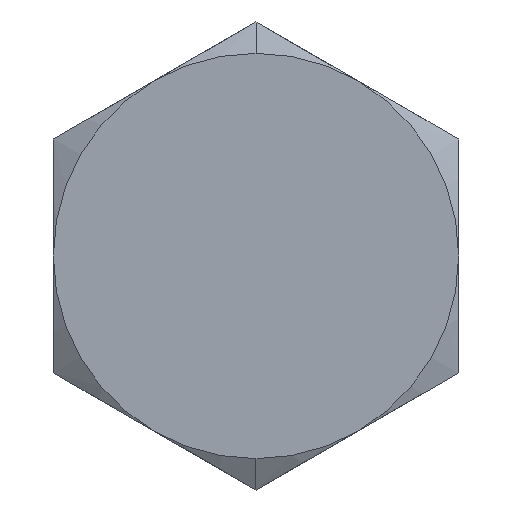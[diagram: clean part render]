
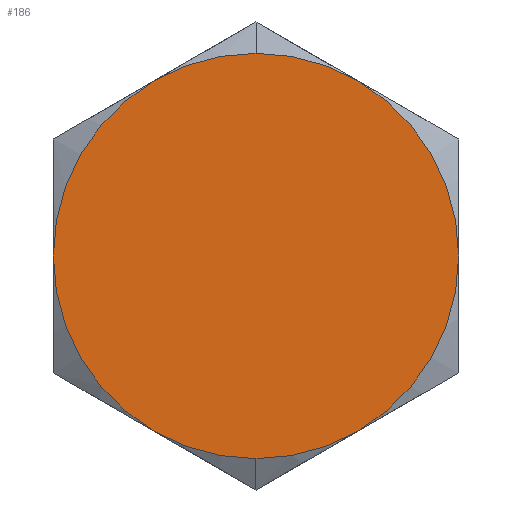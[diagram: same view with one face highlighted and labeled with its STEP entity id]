
A CAD part, left-side view. The second image highlights one B-rep face of the part: STEP entity #186.
In plain terms, the highlighted planar face has unit normal (-1, 0, 0).
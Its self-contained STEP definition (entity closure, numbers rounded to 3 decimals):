
#142=CARTESIAN_POINT('POINT9',(-4.,5.,0.));
#143=VERTEX_POINT('VERTEX9',#142);
#144=CARTESIAN_POINT('POINT10',(-4.,2.5,
   -4.33));
#145=VERTEX_POINT('VERTEX10',#144);
#146=CARTESIAN_POINT('POS15',(-4.,0.,0.));
#147=DIRECTION('DIR23',(-1.,0.,0.));
#148=DIRECTION('DIR24',(0.,0.,1.));
#149=AXIS2_PLACEMENT_3D('AXIS9',#146,#147,#148);
#150=CIRCLE('ELLIPSE5',#149,5.);
#151=EDGE_CURVE('EDGE15',#143,#145,#150,.T.);
#152=ORIENTED_EDGE('COEDGE27',*,*,#151,.T.);
#153=CARTESIAN_POINT('POINT11',(-4.,0.,
   -5.));
#154=VERTEX_POINT('VERTEX11',#153);
#155=EDGE_CURVE('EDGE16',#145,#154,#150,.T.);
#156=ORIENTED_EDGE('COEDGE28',*,*,#155,.T.);
#157=CARTESIAN_POINT('POINT12',(-4.,-2.5,
   -4.33));
#158=VERTEX_POINT('VERTEX12',#157);
#159=EDGE_CURVE('EDGE17',#154,#158,#150,.T.);
#160=ORIENTED_EDGE('COEDGE29',*,*,#159,.T.);
#161=CARTESIAN_POINT('POINT13',(-4.,-5.,0.));
#162=VERTEX_POINT('VERTEX13',#161);
#163=EDGE_CURVE('EDGE18',#158,#162,#150,.T.);
#164=ORIENTED_EDGE('COEDGE30',*,*,#163,.T.);
#165=CARTESIAN_POINT('POINT14',(-4.,-2.5,
   4.33));
#166=VERTEX_POINT('VERTEX14',#165);
#167=EDGE_CURVE('EDGE19',#162,#166,#150,.T.);
#168=ORIENTED_EDGE('COEDGE31',*,*,#167,.T.);
#169=CARTESIAN_POINT('POINT15',(-4.,0.,
   5.));
#170=VERTEX_POINT('VERTEX15',#169);
#171=EDGE_CURVE('EDGE20',#166,#170,#150,.T.);
#172=ORIENTED_EDGE('COEDGE32',*,*,#171,.T.);
#173=CARTESIAN_POINT('POINT16',(-4.,2.5,4.33
   ));
#174=VERTEX_POINT('VERTEX16',#173);
#175=EDGE_CURVE('EDGE21',#170,#174,#150,.T.);
#176=ORIENTED_EDGE('COEDGE33',*,*,#175,.T.);
#177=EDGE_CURVE('EDGE22',#174,#143,#150,.T.);
#178=ORIENTED_EDGE('COEDGE34',*,*,#177,.T.);
#179=EDGE_LOOP('NONE',(#152,#156,#160,#164,#168,#172,#176,#178));
#180=FACE_BOUND('LOOP1',#179,.T.);
#181=CARTESIAN_POINT('POS16',(-4.,0.,2.5)
   );
#182=DIRECTION('DIR25',(-1.,0.,0.));
#183=DIRECTION('DIR26',(0.,1.,0.));
#184=AXIS2_PLACEMENT_3D('AXIS10',#181,#182,#183);
#185=PLANE('PLANE2',#184);
#186=ADVANCED_FACE('FACE8',(#180),#185,.T.);
